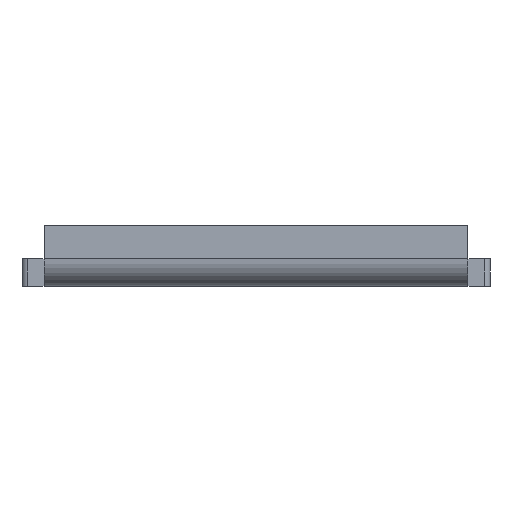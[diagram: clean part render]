
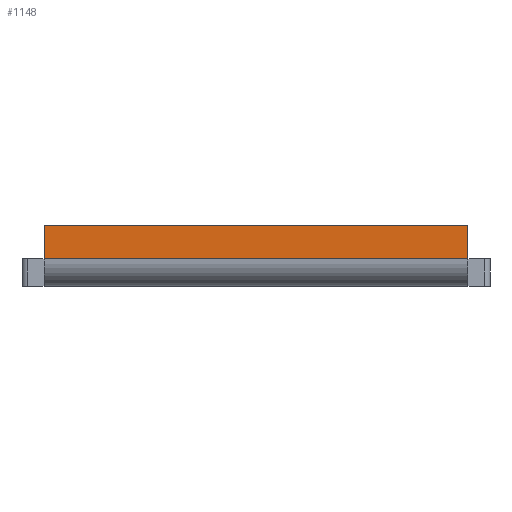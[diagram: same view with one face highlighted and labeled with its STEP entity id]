
A CAD part, left-side view. The second image highlights one B-rep face of the part: STEP entity #1148.
In plain terms, the highlighted planar face has unit normal (-1, 0, 0).
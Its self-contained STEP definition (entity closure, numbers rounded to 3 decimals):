
#49 = EDGE_CURVE ( 'NONE', #652, #229, #1222, .T. ) ;
#132 = CARTESIAN_POINT ( 'NONE',  ( -80., -38.5, 6. ) ) ;
#153 = DIRECTION ( 'NONE',  ( 1., 0., 0. ) ) ;
#156 = CARTESIAN_POINT ( 'NONE',  ( -80., -38.5, 0. ) ) ;
#173 = LINE ( 'NONE', #689, #662 ) ;
#197 = VERTEX_POINT ( 'NONE', #156 ) ;
#229 = VERTEX_POINT ( 'NONE', #1322 ) ;
#234 = PLANE ( 'NONE',  #322 ) ;
#304 = DIRECTION ( 'NONE',  ( 0., 1., 0. ) ) ;
#322 = AXIS2_PLACEMENT_3D ( 'NONE', #1290, #153, #355 ) ;
#344 = FACE_OUTER_BOUND ( 'NONE', #682, .T. ) ;
#355 = DIRECTION ( 'NONE',  ( 0., 0., -1. ) ) ;
#359 = ORIENTED_EDGE ( 'NONE', *, *, #49, .T. ) ;
#430 = VECTOR ( 'NONE', #304, 1000. ) ;
#449 = CARTESIAN_POINT ( 'NONE',  ( -80., 38.5, 0. ) ) ;
#492 = CARTESIAN_POINT ( 'NONE',  ( -80., 38.5, 0. ) ) ;
#520 = EDGE_CURVE ( 'NONE', #197, #652, #1056, .T. ) ;
#537 = EDGE_CURVE ( 'NONE', #229, #1264, #740, .T. ) ;
#620 = CARTESIAN_POINT ( 'NONE',  ( -80., 38.5, 6. ) ) ;
#652 = VERTEX_POINT ( 'NONE', #666 ) ;
#662 = VECTOR ( 'NONE', #899, 1000. ) ;
#666 = CARTESIAN_POINT ( 'NONE',  ( -80., -38.5, 6. ) ) ;
#682 = EDGE_LOOP ( 'NONE', ( #1281, #797, #359, #1219 ) ) ;
#689 = CARTESIAN_POINT ( 'NONE',  ( -80., 38.5, 0. ) ) ;
#740 = LINE ( 'NONE', #449, #789 ) ;
#789 = VECTOR ( 'NONE', #1275, 1000. ) ;
#797 = ORIENTED_EDGE ( 'NONE', *, *, #520, .T. ) ;
#899 = DIRECTION ( 'NONE',  ( 0., -1., 0. ) ) ;
#938 = EDGE_CURVE ( 'NONE', #1264, #197, #173, .T. ) ;
#1050 = DIRECTION ( 'NONE',  ( 0., 0., 1. ) ) ;
#1056 = LINE ( 'NONE', #132, #1112 ) ;
#1112 = VECTOR ( 'NONE', #1050, 1000. ) ;
#1148 = ADVANCED_FACE ( 'NONE', ( #344 ), #234, .F. ) ;
#1219 = ORIENTED_EDGE ( 'NONE', *, *, #537, .T. ) ;
#1222 = LINE ( 'NONE', #620, #430 ) ;
#1264 = VERTEX_POINT ( 'NONE', #492 ) ;
#1275 = DIRECTION ( 'NONE',  ( 0., 0., -1. ) ) ;
#1281 = ORIENTED_EDGE ( 'NONE', *, *, #938, .T. ) ;
#1290 = CARTESIAN_POINT ( 'NONE',  ( -80., 0., 0. ) ) ;
#1322 = CARTESIAN_POINT ( 'NONE',  ( -80., 38.5, 6. ) ) ;
